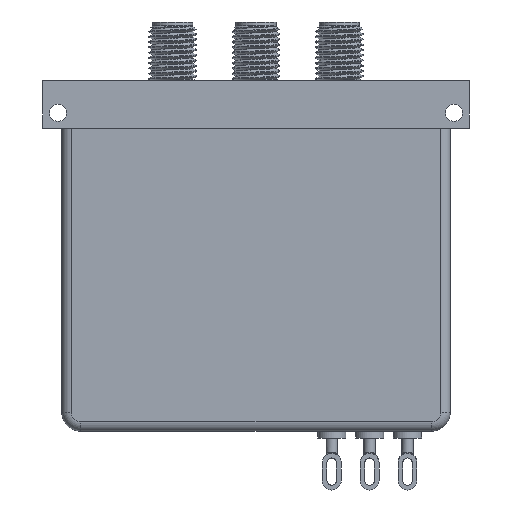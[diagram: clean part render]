
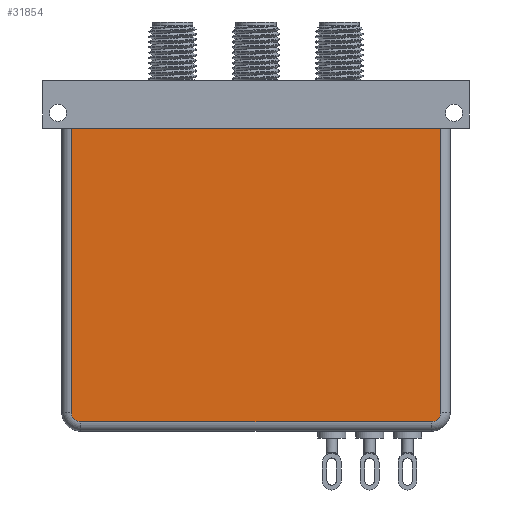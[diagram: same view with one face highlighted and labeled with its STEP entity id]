
A CAD part, front view. The second image highlights one B-rep face of the part: STEP entity #31854.
In plain terms, the highlighted planar face has unit normal (0, -1, 0).
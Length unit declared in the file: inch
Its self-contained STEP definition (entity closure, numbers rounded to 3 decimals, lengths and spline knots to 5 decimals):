
#30 = FACE_OUTER_BOUND ( 'NONE', #14560, .T. ) ;
#848 = PLANE ( 'NONE',  #15773 ) ;
#970 = VERTEX_POINT ( 'NONE', #4926 ) ;
#985 = DIRECTION ( 'NONE',  ( 0., 0., -1. ) ) ;
#3042 = CARTESIAN_POINT ( 'NONE',  ( -0.925, -0.28, -0.875 ) ) ;
#3189 = EDGE_CURVE ( 'NONE', #10008, #13439, #3300, .T. ) ;
#3300 = LINE ( 'NONE', #22252, #30753 ) ;
#3491 = DIRECTION ( 'NONE',  ( 1., 0., 0. ) ) ;
#4109 = CARTESIAN_POINT ( 'NONE',  ( 0., -0.28, 0. ) ) ;
#4437 = DIRECTION ( 'NONE',  ( 1., 0., 0. ) ) ;
#4926 = CARTESIAN_POINT ( 'NONE',  ( 0.975, -0.28, -0.825 ) ) ;
#5868 = DIRECTION ( 'NONE',  ( 0., 0., -1. ) ) ;
#6101 = CARTESIAN_POINT ( 'NONE',  ( -0.975, -0.28, 0.675 ) ) ;
#6747 = DIRECTION ( 'NONE',  ( 0., -1., 0. ) ) ;
#6831 = VERTEX_POINT ( 'NONE', #3042 ) ;
#8147 = ORIENTED_EDGE ( 'NONE', *, *, #12239, .T. ) ;
#10008 = VERTEX_POINT ( 'NONE', #6101 ) ;
#10017 = VERTEX_POINT ( 'NONE', #37220 ) ;
#10049 = ORIENTED_EDGE ( 'NONE', *, *, #34209, .T. ) ;
#10164 = CARTESIAN_POINT ( 'NONE',  ( 0.925, -0.28, -0.825 ) ) ;
#12239 = EDGE_CURVE ( 'NONE', #6831, #10017, #33274, .T. ) ;
#12608 = EDGE_CURVE ( 'NONE', #10008, #25319, #12680, .T. ) ;
#12680 = LINE ( 'NONE', #23023, #18047 ) ;
#12838 = ORIENTED_EDGE ( 'NONE', *, *, #3189, .F. ) ;
#13331 = DIRECTION ( 'NONE',  ( 0., 0., -1. ) ) ;
#13439 = VERTEX_POINT ( 'NONE', #29382 ) ;
#14560 = EDGE_LOOP ( 'NONE', ( #12838, #39577, #10049, #8147, #17684, #24998 ) ) ;
#15389 = VECTOR ( 'NONE', #38763, 39.37008 ) ;
#15773 = AXIS2_PLACEMENT_3D ( 'NONE', #4109, #16320, #16580 ) ;
#16320 = DIRECTION ( 'NONE',  ( 0., -1., 0. ) ) ;
#16580 = DIRECTION ( 'NONE',  ( 0., 0., -1. ) ) ;
#17122 = CARTESIAN_POINT ( 'NONE',  ( -0.975, -0.28, -0.825 ) ) ;
#17684 = ORIENTED_EDGE ( 'NONE', *, *, #36662, .T. ) ;
#18047 = VECTOR ( 'NONE', #985, 39.37008 ) ;
#18767 = DIRECTION ( 'NONE',  ( 0., -1., 0. ) ) ;
#19980 = CARTESIAN_POINT ( 'NONE',  ( 0.975, -0.28, 0.675 ) ) ;
#20255 = CIRCLE ( 'NONE', #26122, 0.05 ) ;
#22252 = CARTESIAN_POINT ( 'NONE',  ( 0., -0.28, 0.675 ) ) ;
#23023 = CARTESIAN_POINT ( 'NONE',  ( -0.975, -0.28, -0.825 ) ) ;
#23207 = CARTESIAN_POINT ( 'NONE',  ( 0.925, -0.28, -0.875 ) ) ;
#24389 = EDGE_CURVE ( 'NONE', #970, #13439, #31081, .T. ) ;
#24998 = ORIENTED_EDGE ( 'NONE', *, *, #24389, .T. ) ;
#25319 = VERTEX_POINT ( 'NONE', #17122 ) ;
#26122 = AXIS2_PLACEMENT_3D ( 'NONE', #10164, #6747, #13331 ) ;
#29382 = CARTESIAN_POINT ( 'NONE',  ( 0.975, -0.28, 0.675 ) ) ;
#30753 = VECTOR ( 'NONE', #3491, 39.37008 ) ;
#31081 = LINE ( 'NONE', #19980, #15389 ) ;
#31854 = ADVANCED_FACE ( 'NONE', ( #30 ), #848, .T. ) ;
#32341 = VECTOR ( 'NONE', #4437, 39.37008 ) ;
#33274 = LINE ( 'NONE', #23207, #32341 ) ;
#34209 = EDGE_CURVE ( 'NONE', #25319, #6831, #38179, .T. ) ;
#34214 = AXIS2_PLACEMENT_3D ( 'NONE', #40276, #18767, #5868 ) ;
#36662 = EDGE_CURVE ( 'NONE', #10017, #970, #20255, .T. ) ;
#37220 = CARTESIAN_POINT ( 'NONE',  ( 0.925, -0.28, -0.875 ) ) ;
#38179 = CIRCLE ( 'NONE', #34214, 0.05 ) ;
#38763 = DIRECTION ( 'NONE',  ( 0., 0., 1. ) ) ;
#39577 = ORIENTED_EDGE ( 'NONE', *, *, #12608, .T. ) ;
#40276 = CARTESIAN_POINT ( 'NONE',  ( -0.925, -0.28, -0.825 ) ) ;
